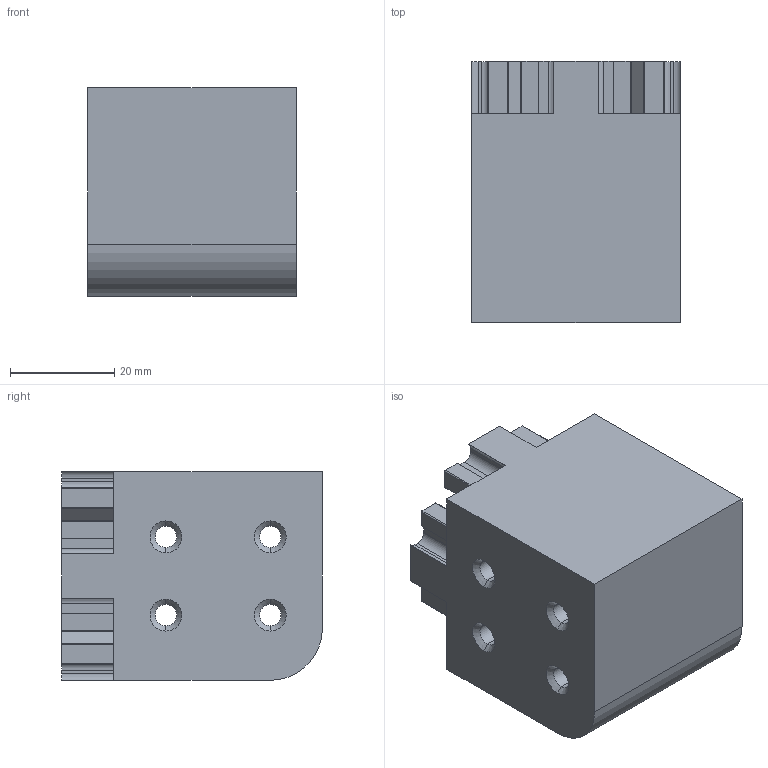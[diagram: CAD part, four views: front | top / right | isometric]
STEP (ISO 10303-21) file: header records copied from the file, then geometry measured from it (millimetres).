
FILE_DESCRIPTION (( 'STEP AP203' ), '1' );
FILE_NAME ('CB-002-006- Lower Block Mount.STEP', '2023-07-09T14:24:48', ( '' ), ( '' ), 'SwSTEP 2.0', 'SolidWorks 2023', '' );
FILE_SCHEMA (( 'CONFIG_CONTROL_DESIGN' ));
Length unit declared in the file: millimetre
Products named in the file (1): CB-002-006- Lower Block Mount
Bounding box: 40 x 50 x 40 mm (x, y, z)
Volume: 68126.4 mm3; surface area: 13798.7 mm2
Topology: 1 solids, 1 shells, 133 faces, 377 edges, 246 vertices
Faces by surface type: plane 68, cylinder 49, cone 16
Entity records: 4410 total; most frequent: DIRECTION 759, CARTESIAN_POINT 757, ORIENTED_EDGE 754, EDGE_CURVE 377, LINE 263, VECTOR 263, AXIS2_PLACEMENT_3D 248, VERTEX_POINT 246
